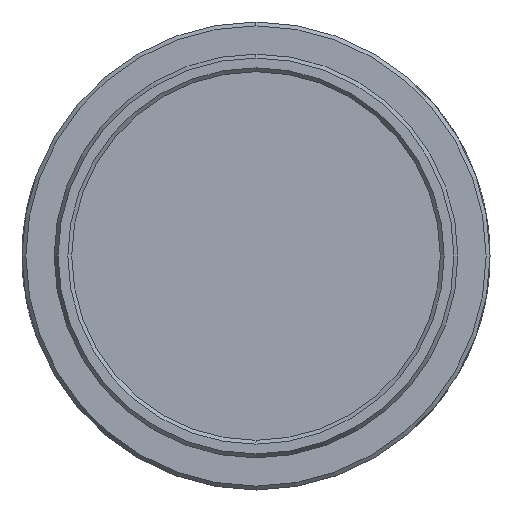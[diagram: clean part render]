
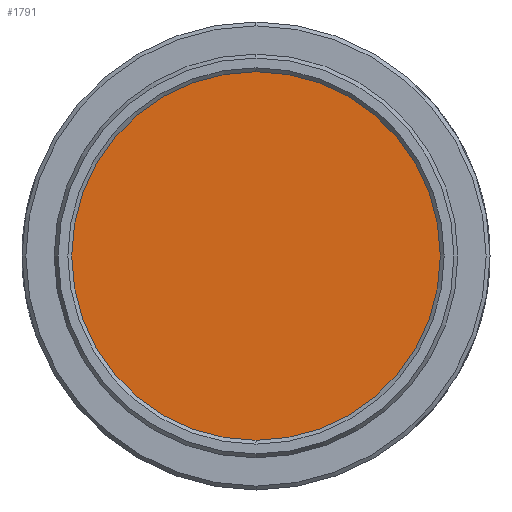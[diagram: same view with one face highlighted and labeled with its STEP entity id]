
A CAD part, left-side view. The second image highlights one B-rep face of the part: STEP entity #1791.
In plain terms, the highlighted planar face has unit normal (-1, 0, 0).
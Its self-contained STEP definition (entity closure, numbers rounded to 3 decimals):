
#720 = DIRECTION ( 'NONE',  ( 0., 1., 0. ) ) ;
#1393 = DIRECTION ( 'NONE',  ( -1., 0., 0. ) ) ;
#1791 = ADVANCED_FACE ( 'NONE', ( #1896 ), #4611, .T. ) ;
#1856 = CARTESIAN_POINT ( 'NONE',  ( -4.445, -12.7, 0. ) ) ;
#1896 = FACE_OUTER_BOUND ( 'NONE', #7508, .T. ) ;
#2315 = ORIENTED_EDGE ( 'NONE', *, *, #2530, .T. ) ;
#2530 = EDGE_CURVE ( 'NONE', #6653, #3595, #4960, .T. ) ;
#2699 = CARTESIAN_POINT ( 'NONE',  ( -4.445, 0., 0. ) ) ;
#2878 = AXIS2_PLACEMENT_3D ( 'NONE', #2699, #1393, #5957 ) ;
#3595 = VERTEX_POINT ( 'NONE', #6801 ) ;
#3607 = AXIS2_PLACEMENT_3D ( 'NONE', #6367, #5595, #7062 ) ;
#4611 = PLANE ( 'NONE',  #2878 ) ;
#4960 = CIRCLE ( 'NONE', #3607, 12.7 ) ;
#5595 = DIRECTION ( 'NONE',  ( -1., 0., 0. ) ) ;
#5957 = DIRECTION ( 'NONE',  ( 0., 1., 0. ) ) ;
#5984 = CARTESIAN_POINT ( 'NONE',  ( -4.445, 0., 0. ) ) ;
#6346 = EDGE_CURVE ( 'NONE', #3595, #6653, #9004, .T. ) ;
#6367 = CARTESIAN_POINT ( 'NONE',  ( -4.445, 0., 0. ) ) ;
#6653 = VERTEX_POINT ( 'NONE', #1856 ) ;
#6705 = DIRECTION ( 'NONE',  ( -1., 0., 0. ) ) ;
#6801 = CARTESIAN_POINT ( 'NONE',  ( -4.445, 12.7, 0. ) ) ;
#7062 = DIRECTION ( 'NONE',  ( 0., 1., 0. ) ) ;
#7508 = EDGE_LOOP ( 'NONE', ( #7739, #2315 ) ) ;
#7739 = ORIENTED_EDGE ( 'NONE', *, *, #6346, .T. ) ;
#9004 = CIRCLE ( 'NONE', #9020, 12.7 ) ;
#9020 = AXIS2_PLACEMENT_3D ( 'NONE', #5984, #6705, #720 ) ;
